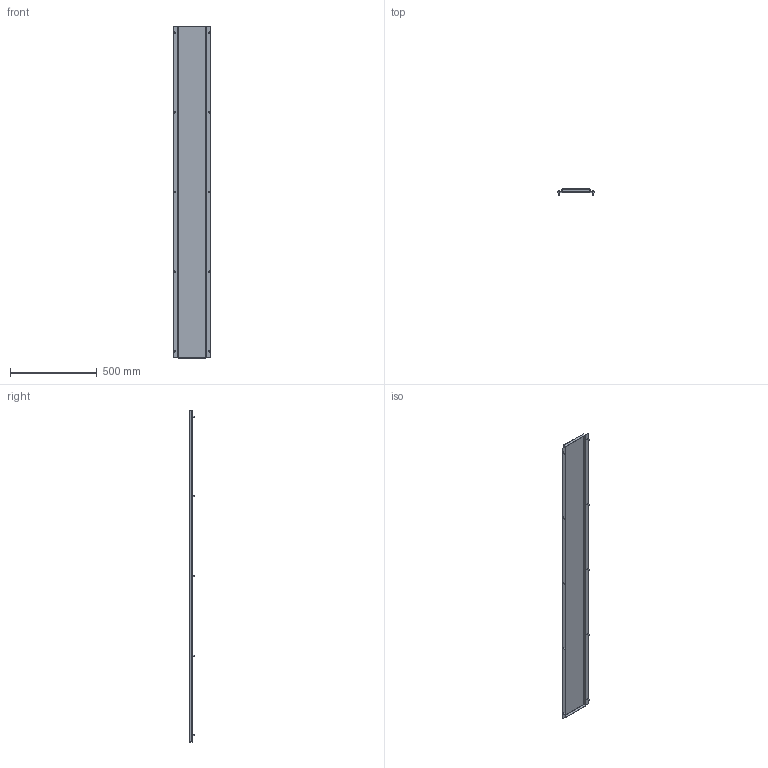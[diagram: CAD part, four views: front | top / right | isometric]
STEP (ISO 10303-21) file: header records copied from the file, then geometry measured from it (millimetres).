
FILE_DESCRIPTION (( 'STEP AP214' ), '1' );
FILE_NAME ('PCV192 Ïàíåëü âåðòèêàëüíàÿ.STEP', '2018-07-30T13:24:37', ( '' ), ( '' ), 'SwSTEP 2.0', 'SolidWorks 2017', '' );
FILE_SCHEMA (( 'AUTOMOTIVE_DESIGN' ));
Length unit declared in the file: millimetre
Products named in the file (3): PCV192 Ïàíåëü âåðòèêàëüíàÿ; AVT001.15.03.03 Ïàíåëü âåðòèêàëüíàÿ_00; Âèíò ñàìîíàðåçàþùèé Ì6 DIN 7516À_6å16
Assembly tree (11 placements, depth 2):
  PCV192 Ïàíåëü âåðòèêàëüíàÿ
    AVT001.15.03.03 Ïàíåëü âåðòèêàëüíàÿ_00
    Âèíò ñàìîíàðåçàþùèé Ì6 DIN 7516À_6å16  x10
Bounding box: 215 x 32 x 1917 mm (x, y, z)
Volume: 716378.9 mm3; surface area: 957772.9 mm2
Topology: 11 solids, 11 shells, 284 faces, 708 edges, 456 vertices
Faces by surface type: plane 192, cylinder 72, sphere 20
Entity records: 2926 total; most frequent: DIRECTION 530, CARTESIAN_POINT 463, ORIENTED_EDGE 444, EDGE_CURVE 222, AXIS2_PLACEMENT_3D 199, LINE 132, VERTEX_POINT 132, VECTOR 132
